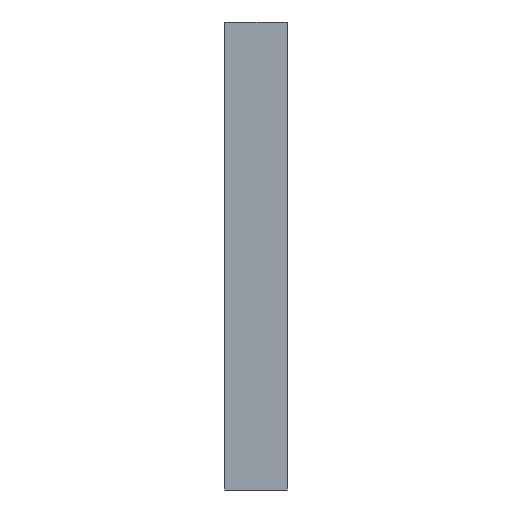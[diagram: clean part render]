
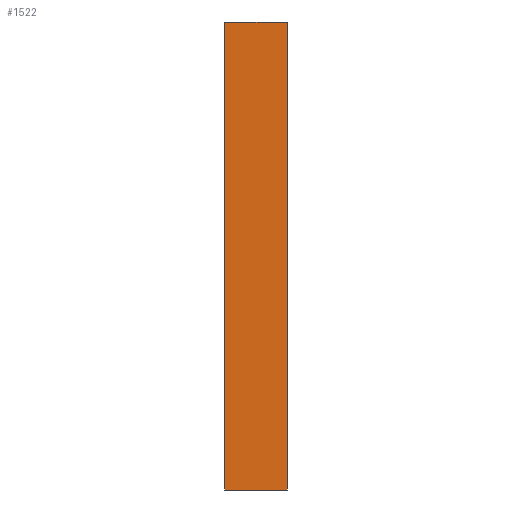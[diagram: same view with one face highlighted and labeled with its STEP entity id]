
A CAD part, left-side view. The second image highlights one B-rep face of the part: STEP entity #1522.
In plain terms, the highlighted planar face has unit normal (-1, 0, 0).
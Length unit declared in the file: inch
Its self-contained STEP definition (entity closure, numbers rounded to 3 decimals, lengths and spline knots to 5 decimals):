
#1253 = VERTEX_POINT ( 'NONE', #6850 ) ;
#1257 = EDGE_CURVE ( 'NONE', #1307, #1253, #6892, .T. ) ;
#1307 = VERTEX_POINT ( 'NONE', #4878 ) ;
#1502 = ORIENTED_EDGE ( 'NONE', *, *, #1899, .F. ) ;
#1504 = ORIENTED_EDGE ( 'NONE', *, *, #1523, .T. ) ;
#1512 = VERTEX_POINT ( 'NONE', #5155 ) ;
#1514 = EDGE_LOOP ( 'NONE', ( #1527, #1753, #1502, #1504 ) ) ;
#1522 = ADVANCED_FACE ( 'NONE', ( #5140 ), #5133, .F. ) ;
#1523 = EDGE_CURVE ( 'NONE', #1706, #1307, #5125, .T. ) ;
#1527 = ORIENTED_EDGE ( 'NONE', *, *, #1257, .T. ) ;
#1531 = EDGE_CURVE ( 'NONE', #1512, #1253, #5116, .T. ) ;
#1706 = VERTEX_POINT ( 'NONE', #5477 ) ;
#1753 = ORIENTED_EDGE ( 'NONE', *, *, #1531, .F. ) ;
#1899 = EDGE_CURVE ( 'NONE', #1706, #1512, #5655, .T. ) ;
#4878 = CARTESIAN_POINT ( 'NONE',  ( -6.69291, 0., -1.47638 ) ) ;
#5113 = DIRECTION ( 'NONE',  ( 0., -1., 0. ) ) ;
#5114 = VECTOR ( 'NONE', #5113, 39.37008 ) ;
#5115 = CARTESIAN_POINT ( 'NONE',  ( -6.69291, 0.3937, 1.47638 ) ) ;
#5116 = LINE ( 'NONE', #5115, #5114 ) ;
#5121 = DIRECTION ( 'NONE',  ( 0., -1., 0. ) ) ;
#5122 = VECTOR ( 'NONE', #5121, 39.37008 ) ;
#5123 = DIRECTION ( 'NONE',  ( 0., 0., -1. ) ) ;
#5125 = LINE ( 'NONE', #5134, #5122 ) ;
#5133 = PLANE ( 'NONE',  #5144 ) ;
#5134 = CARTESIAN_POINT ( 'NONE',  ( -6.69291, 0.3937, -1.47638 ) ) ;
#5140 = FACE_OUTER_BOUND ( 'NONE', #1514, .T. ) ;
#5142 = DIRECTION ( 'NONE',  ( 1., 0., 0. ) ) ;
#5144 = AXIS2_PLACEMENT_3D ( 'NONE', #5148, #5142, #5123 ) ;
#5148 = CARTESIAN_POINT ( 'NONE',  ( -6.69291, 0.3937, -1.47638 ) ) ;
#5155 = CARTESIAN_POINT ( 'NONE',  ( -6.69291, 0.3937, 1.47638 ) ) ;
#5477 = CARTESIAN_POINT ( 'NONE',  ( -6.69291, 0.3937, -1.47638 ) ) ;
#5655 = LINE ( 'NONE', #5702, #5701 ) ;
#5700 = DIRECTION ( 'NONE',  ( 0., 0., 1. ) ) ;
#5701 = VECTOR ( 'NONE', #5700, 39.37008 ) ;
#5702 = CARTESIAN_POINT ( 'NONE',  ( -6.69291, 0.3937, -1.47638 ) ) ;
#6850 = CARTESIAN_POINT ( 'NONE',  ( -6.69291, 0., 1.47638 ) ) ;
#6889 = DIRECTION ( 'NONE',  ( 0., 0., 1. ) ) ;
#6890 = VECTOR ( 'NONE', #6889, 39.37008 ) ;
#6891 = CARTESIAN_POINT ( 'NONE',  ( -6.69291, 0., -1.47638 ) ) ;
#6892 = LINE ( 'NONE', #6891, #6890 ) ;
